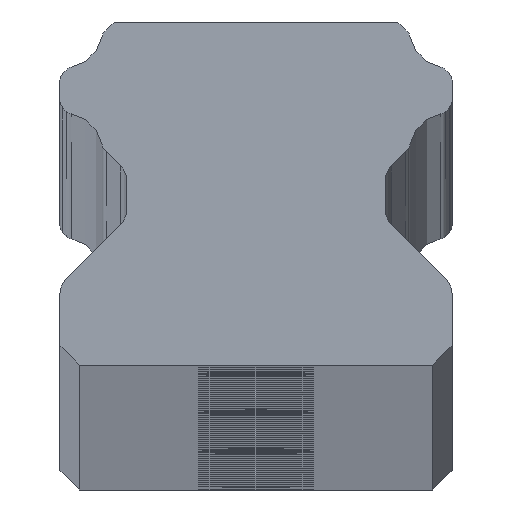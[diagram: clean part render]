
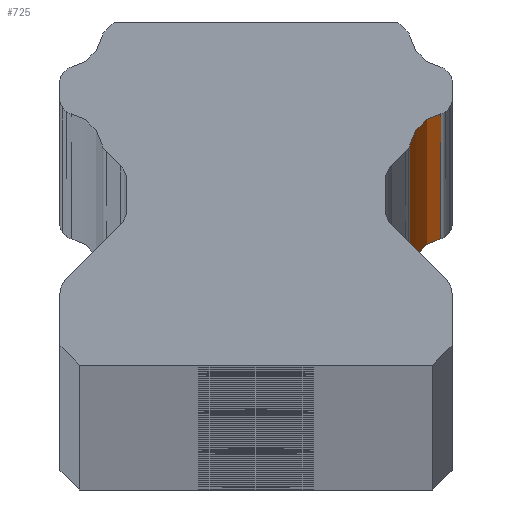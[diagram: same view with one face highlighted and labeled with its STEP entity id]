
A CAD part, top view. The second image highlights one B-rep face of the part: STEP entity #725.
In plain terms, the highlighted cylindrical face has radius 2 mm (diameter 4 mm), a partial arc.
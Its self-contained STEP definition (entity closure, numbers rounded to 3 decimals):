
#102 = DIRECTION ( 'NONE',  ( 0., 0., -1. ) ) ;
#278 = ORIENTED_EDGE ( 'NONE', *, *, #422, .F. ) ;
#422 = EDGE_CURVE ( 'NONE', #516, #2635, #2564, .T. ) ;
#443 = AXIS2_PLACEMENT_3D ( 'NONE', #1086, #9472, #4420 ) ;
#516 = VERTEX_POINT ( 'NONE', #5322 ) ;
#725 = ADVANCED_FACE ( 'NONE', ( #10857 ), #10585, .F. ) ;
#868 = ORIENTED_EDGE ( 'NONE', *, *, #3995, .F. ) ;
#1086 = CARTESIAN_POINT ( 'NONE',  ( 9.811, -3.146, -1825. ) ) ;
#1383 = CARTESIAN_POINT ( 'NONE',  ( 9.432, -1.182, 1825. ) ) ;
#2087 = LINE ( 'NONE', #5095, #3637 ) ;
#2452 = ORIENTED_EDGE ( 'NONE', *, *, #4919, .T. ) ;
#2564 = CIRCLE ( 'NONE', #6810, 2. ) ;
#2635 = VERTEX_POINT ( 'NONE', #1383 ) ;
#3225 = CARTESIAN_POINT ( 'NONE',  ( 9.811, -3.146, 1825. ) ) ;
#3453 = DIRECTION ( 'NONE',  ( -1., 0., 0. ) ) ;
#3456 = VERTEX_POINT ( 'NONE', #4217 ) ;
#3637 = VECTOR ( 'NONE', #5135, 1000. ) ;
#3770 = CARTESIAN_POINT ( 'NONE',  ( 7.847, -2.767, 1825. ) ) ;
#3995 = EDGE_CURVE ( 'NONE', #2635, #3456, #2087, .T. ) ;
#4217 = CARTESIAN_POINT ( 'NONE',  ( 9.432, -1.182, -1825. ) ) ;
#4311 = CIRCLE ( 'NONE', #443, 2. ) ;
#4420 = DIRECTION ( 'NONE',  ( -1., 0., 0. ) ) ;
#4919 = EDGE_CURVE ( 'NONE', #516, #8000, #5058, .T. ) ;
#5058 = LINE ( 'NONE', #3770, #10185 ) ;
#5095 = CARTESIAN_POINT ( 'NONE',  ( 9.432, -1.182, 1825. ) ) ;
#5135 = DIRECTION ( 'NONE',  ( 0., 0., -1. ) ) ;
#5322 = CARTESIAN_POINT ( 'NONE',  ( 7.847, -2.767, 1825. ) ) ;
#5651 = DIRECTION ( 'NONE',  ( -1., 0., 0. ) ) ;
#5761 = EDGE_LOOP ( 'NONE', ( #9161, #868, #278, #2452 ) ) ;
#6810 = AXIS2_PLACEMENT_3D ( 'NONE', #7611, #102, #3453 ) ;
#7395 = DIRECTION ( 'NONE',  ( 0., 0., -1. ) ) ;
#7611 = CARTESIAN_POINT ( 'NONE',  ( 9.811, -3.146, 1825. ) ) ;
#8000 = VERTEX_POINT ( 'NONE', #10204 ) ;
#9161 = ORIENTED_EDGE ( 'NONE', *, *, #9410, .T. ) ;
#9410 = EDGE_CURVE ( 'NONE', #8000, #3456, #4311, .T. ) ;
#9472 = DIRECTION ( 'NONE',  ( 0., 0., -1. ) ) ;
#10115 = AXIS2_PLACEMENT_3D ( 'NONE', #3225, #7395, #5651 ) ;
#10185 = VECTOR ( 'NONE', #10650, 1000. ) ;
#10204 = CARTESIAN_POINT ( 'NONE',  ( 7.847, -2.767, -1825. ) ) ;
#10585 = CYLINDRICAL_SURFACE ( 'NONE', #10115, 2. ) ;
#10650 = DIRECTION ( 'NONE',  ( 0., 0., -1. ) ) ;
#10857 = FACE_OUTER_BOUND ( 'NONE', #5761, .T. ) ;
